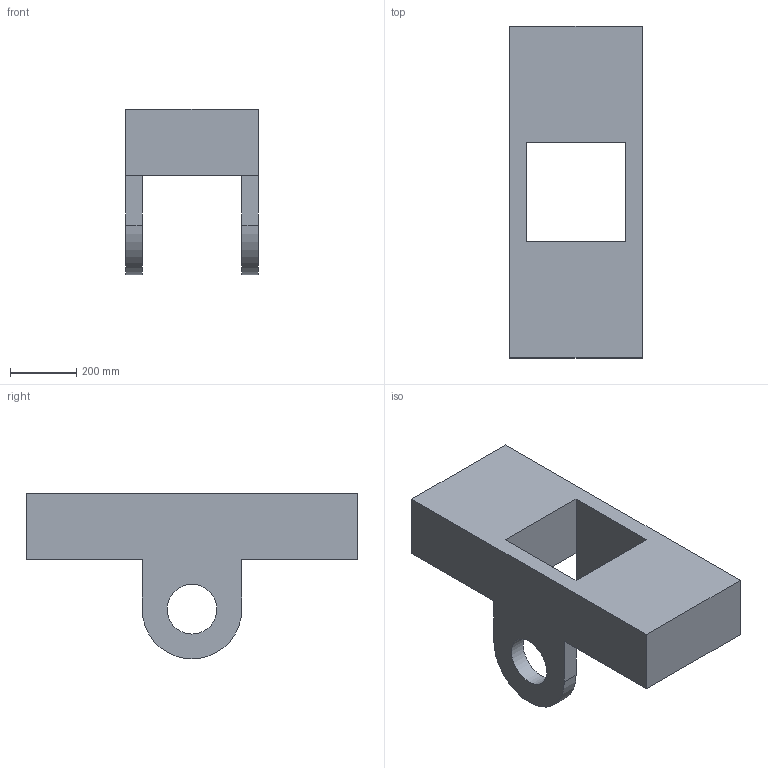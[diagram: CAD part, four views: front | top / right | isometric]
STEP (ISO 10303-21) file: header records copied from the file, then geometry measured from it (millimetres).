
FILE_DESCRIPTION(/* description */ (''),/* implementation_level */ '2;1');
FILE_NAME(/* name */ 'Base v3_ipt_93ad267e.STEP',/* time_stamp */ '2022-05-07T16:01:23+02:00',/* author */ ('Administrator'),/* organization */ (''),/* preprocessor_version */ 'ST-DEVELOPER v18.1',/* originating_system */ 'Autodesk Inventor 2021',/* authorisation */ '');
FILE_SCHEMA (('AUTOMOTIVE_DESIGN { 1 0 10303 214 3 1 1 }'));
Length unit declared in the file: millimetre
Products named in the file (1): Base
Bounding box: 400 x 1000 x 500 mm (x, y, z)
Volume: 68267145.9 mm3; surface area: 1764933.6 mm2
Topology: 1 solids, 1 shells, 19 faces, 50 edges, 32 vertices
Faces by surface type: plane 15, cylinder 4
Full cylindrical faces by diameter (mm): 150 x2
Entity records: 640 total; most frequent: CARTESIAN_POINT 102, ORIENTED_EDGE 100, DIRECTION 98, EDGE_CURVE 50, LINE 42, VECTOR 42, VERTEX_POINT 32, AXIS2_PLACEMENT_3D 28
